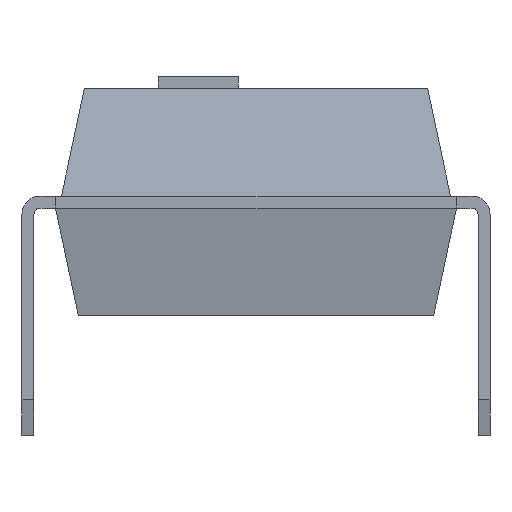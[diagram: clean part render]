
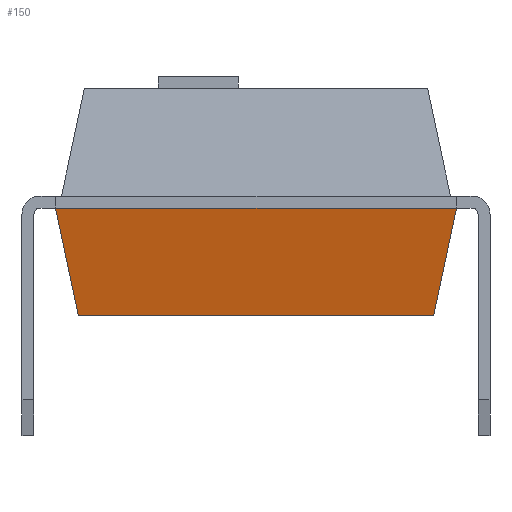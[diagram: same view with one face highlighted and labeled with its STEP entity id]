
A CAD part, left-side view. The second image highlights one B-rep face of the part: STEP entity #150.
In plain terms, the highlighted free-form (B-spline) face has degree [1, 1] with [2, 2] control points.
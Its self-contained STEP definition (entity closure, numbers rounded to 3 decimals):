
#24 = VERTEX_POINT('',#25);
#25 = CARTESIAN_POINT('',(-1.717,6.777,0.));
#31 = EDGE_CURVE('',#24,#32,#34,.T.);
#32 = VERTEX_POINT('',#33);
#33 = CARTESIAN_POINT('',(-1.717,0.843,0.));
#34 = LINE('',#35,#36);
#35 = CARTESIAN_POINT('',(-1.717,6.777,0.));
#36 = VECTOR('',#37,1.);
#37 = DIRECTION('',(0.,-1.,0.));
#62 = EDGE_CURVE('',#24,#63,#65,.T.);
#63 = VERTEX_POINT('',#64);
#64 = CARTESIAN_POINT('',(-2.1,7.16,1.8));
#65 = B_SPLINE_CURVE_WITH_KNOTS('',1,(#66,#67),.UNSPECIFIED.,.F.,.F.,(2,
2),(0.,1.),.PIECEWISE_BEZIER_KNOTS.);
#66 = CARTESIAN_POINT('',(-1.717,6.777,0.));
#67 = CARTESIAN_POINT('',(-2.1,7.16,1.8));
#150 = ADVANCED_FACE('',(#151),#168,.T.);
#151 = FACE_BOUND('',#152,.T.);
#152 = EDGE_LOOP('',(#153,#154,#161,#167));
#153 = ORIENTED_EDGE('',*,*,#31,.T.);
#154 = ORIENTED_EDGE('',*,*,#155,.T.);
#155 = EDGE_CURVE('',#32,#156,#158,.T.);
#156 = VERTEX_POINT('',#157);
#157 = CARTESIAN_POINT('',(-2.1,0.46,1.8));
#158 = B_SPLINE_CURVE_WITH_KNOTS('',1,(#159,#160),.UNSPECIFIED.,.F.,.F.,
(2,2),(0.,1.),.PIECEWISE_BEZIER_KNOTS.);
#159 = CARTESIAN_POINT('',(-1.717,0.843,0.));
#160 = CARTESIAN_POINT('',(-2.1,0.46,1.8));
#161 = ORIENTED_EDGE('',*,*,#162,.F.);
#162 = EDGE_CURVE('',#63,#156,#163,.T.);
#163 = LINE('',#164,#165);
#164 = CARTESIAN_POINT('',(-2.1,7.16,1.8));
#165 = VECTOR('',#166,1.);
#166 = DIRECTION('',(0.,-1.,0.));
#167 = ORIENTED_EDGE('',*,*,#62,.F.);
#168 = B_SPLINE_SURFACE_WITH_KNOTS('',1,1,(
(#169,#170)
,(#171,#172
)),.UNSPECIFIED.,.F.,.F.,.F.,(2,2),(2,2),(0.,6.7),(0.,1.),
.PIECEWISE_BEZIER_KNOTS.);
#169 = CARTESIAN_POINT('',(-1.717,6.777,0.));
#170 = CARTESIAN_POINT('',(-2.1,7.16,1.8));
#171 = CARTESIAN_POINT('',(-1.717,0.843,0.));
#172 = CARTESIAN_POINT('',(-2.1,0.46,1.8));
